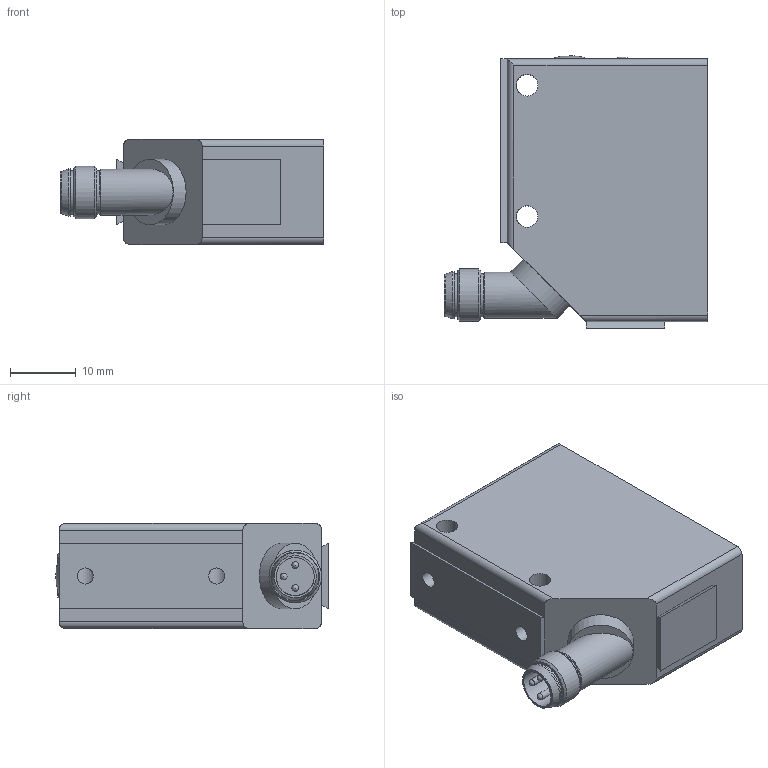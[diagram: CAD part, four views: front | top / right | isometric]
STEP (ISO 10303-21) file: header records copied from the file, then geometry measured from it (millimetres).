
FILE_DESCRIPTION(/* description */ (''),/* implementation_level */ '2;1');
FILE_NAME(/* name */ 'LHT_41_M_02_G3-T3.stp',/* time_stamp */ '2015-07-21T14:10:02+02:00',/* author */ ('lck'),/* organization */ (''),/* preprocessor_version */ 'ST-DEVELOPER v15.6',/* originating_system */ 'Autodesk Inventor 2015',/* authorisation */ '');
FILE_SCHEMA (('AUTOMOTIVE_DESIGN { 1 0 10303 214 3 1 1 }'));
Length unit declared in the file: millimetre
Products named in the file (1): LHT_41_M_02_G3-T3
Bounding box: 40.08 x 41.5 x 16 mm (x, y, z)
Volume: 18940.6 mm3; surface area: 5551.4 mm2
Topology: 1 solids, 9 shells, 104 faces, 235 edges, 158 vertices
Faces by surface type: plane 63, cylinder 31, cone 4, sphere 4, bspline 2
Full cylindrical faces by diameter (mm): 1 x3, 2 x2, 2.459 x2, 2.5 x3, 3.3 x2, 4.1 x1, 5.8 x1, 6.4 x1, 6.6 x2, 7 x1, 7.2 x1, 8 x1, 10 x1
Entity records: 2879 total; most frequent: CARTESIAN_POINT 565, DIRECTION 452, ORIENTED_EDGE 366, EDGE_CURVE 183, AXIS2_PLACEMENT_3D 172, EDGE_LOOP 158, VERTEX_POINT 137, LINE 108
